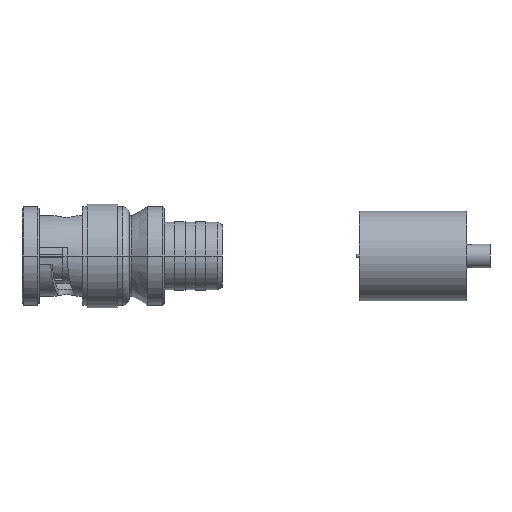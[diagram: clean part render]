
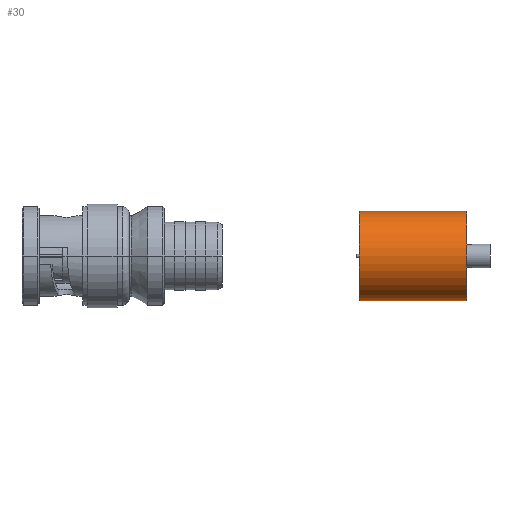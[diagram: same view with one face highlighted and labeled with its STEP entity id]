
A CAD part, front view. The second image highlights one B-rep face of the part: STEP entity #30.
In plain terms, the highlighted cylindrical face has radius 6.25 mm (diameter 12.5 mm), a partial arc.
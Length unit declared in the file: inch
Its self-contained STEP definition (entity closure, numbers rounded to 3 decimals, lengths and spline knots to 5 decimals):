
#30 = ADVANCED_FACE ( 'NONE', ( #1569 ), #60, .T. ) ;
#60 = CYLINDRICAL_SURFACE ( 'NONE', #2146, 0.24606 ) ;
#216 = DIRECTION ( 'NONE',  ( 0., 0., 1. ) ) ;
#438 = VERTEX_POINT ( 'NONE', #9555 ) ;
#567 = DIRECTION ( 'NONE',  ( -1., 0., 0. ) ) ;
#692 = EDGE_LOOP ( 'NONE', ( #9764, #3520, #1722, #2321 ) ) ;
#967 = CARTESIAN_POINT ( 'NONE',  ( 1.85772, -1.22014, -0.24606 ) ) ;
#1119 = DIRECTION ( 'NONE',  ( -1., 0., 0. ) ) ;
#1203 = EDGE_CURVE ( 'NONE', #438, #6510, #4522, .T. ) ;
#1278 = LINE ( 'NONE', #9042, #5602 ) ;
#1373 = EDGE_CURVE ( 'NONE', #2363, #5431, #3117, .T. ) ;
#1569 = FACE_OUTER_BOUND ( 'NONE', #692, .T. ) ;
#1570 = DIRECTION ( 'NONE',  ( -1., 0., 0. ) ) ;
#1613 = EDGE_CURVE ( 'NONE', #438, #2363, #1278, .T. ) ;
#1722 = ORIENTED_EDGE ( 'NONE', *, *, #2408, .T. ) ;
#1868 = AXIS2_PLACEMENT_3D ( 'NONE', #8562, #1570, #216 ) ;
#2055 = CARTESIAN_POINT ( 'NONE',  ( 2.44827, -1.22014, 0.24606 ) ) ;
#2146 = AXIS2_PLACEMENT_3D ( 'NONE', #3103, #6188, #7103 ) ;
#2321 = ORIENTED_EDGE ( 'NONE', *, *, #1373, .F. ) ;
#2363 = VERTEX_POINT ( 'NONE', #967 ) ;
#2408 = EDGE_CURVE ( 'NONE', #6510, #5431, #3139, .T. ) ;
#3103 = CARTESIAN_POINT ( 'NONE',  ( 1.07426, -1.22014, 0. ) ) ;
#3117 = CIRCLE ( 'NONE', #4381, 0.24606 ) ;
#3139 = LINE ( 'NONE', #7085, #7328 ) ;
#3346 = DIRECTION ( 'NONE',  ( 0., 0., 1. ) ) ;
#3520 = ORIENTED_EDGE ( 'NONE', *, *, #1203, .T. ) ;
#3914 = CARTESIAN_POINT ( 'NONE',  ( 1.85772, -1.22014, 0.24606 ) ) ;
#4381 = AXIS2_PLACEMENT_3D ( 'NONE', #6542, #7105, #3346 ) ;
#4522 = CIRCLE ( 'NONE', #1868, 0.24606 ) ;
#5431 = VERTEX_POINT ( 'NONE', #3914 ) ;
#5602 = VECTOR ( 'NONE', #567, 39.37008 ) ;
#6188 = DIRECTION ( 'NONE',  ( -1., 0., 0. ) ) ;
#6510 = VERTEX_POINT ( 'NONE', #2055 ) ;
#6542 = CARTESIAN_POINT ( 'NONE',  ( 1.85772, -1.22014, 0. ) ) ;
#7085 = CARTESIAN_POINT ( 'NONE',  ( 1.07426, -1.22014, 0.24606 ) ) ;
#7103 = DIRECTION ( 'NONE',  ( 0., 0., 1. ) ) ;
#7105 = DIRECTION ( 'NONE',  ( -1., 0., 0. ) ) ;
#7328 = VECTOR ( 'NONE', #1119, 39.37008 ) ;
#8562 = CARTESIAN_POINT ( 'NONE',  ( 2.44827, -1.22014, 0. ) ) ;
#9042 = CARTESIAN_POINT ( 'NONE',  ( 1.07426, -1.22014, -0.24606 ) ) ;
#9555 = CARTESIAN_POINT ( 'NONE',  ( 2.44827, -1.22014, -0.24606 ) ) ;
#9764 = ORIENTED_EDGE ( 'NONE', *, *, #1613, .F. ) ;
